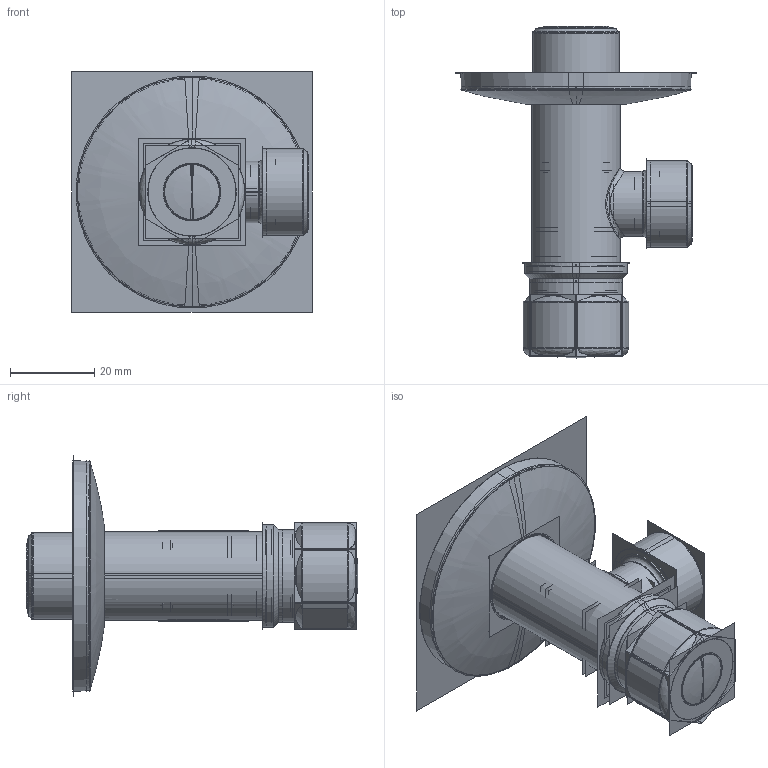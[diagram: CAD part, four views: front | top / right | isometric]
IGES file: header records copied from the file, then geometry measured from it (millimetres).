
Start section:  PTC IGES file: 1024362430.igs
Global section: file name: 1024362430.igs; native system: Creo Parametric by PTC Inc.; preprocessor: 2022162; author: 10114281; organization: Unknown; date: 20231122.171156; units: millimetre
Bounding box: 57.01 x 78.63 x 56.99 mm (x, y, z)
Surface area: 119283 mm2 (no closed solid volume)
Topology: 0 solids, 0 shells, 424 faces, 6640 edges, 8831 vertices
Faces by surface type: revolution 294, bspline 130
